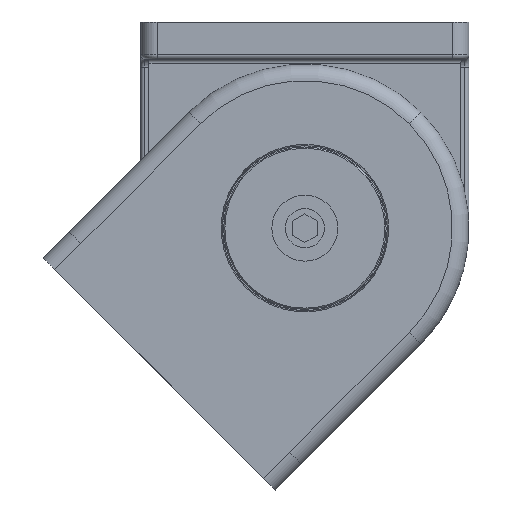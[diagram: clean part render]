
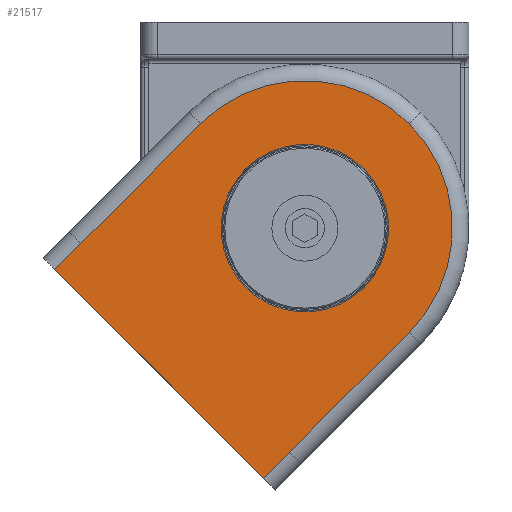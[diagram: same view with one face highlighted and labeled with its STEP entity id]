
A CAD part, front view. The second image highlights one B-rep face of the part: STEP entity #21517.
In plain terms, the highlighted planar face has unit normal (0, -1, 0).
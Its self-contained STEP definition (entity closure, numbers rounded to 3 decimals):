
#15117=CARTESIAN_POINT('',(0.,-19.9,0.));
#15118=DIRECTION('',(0.,-1.,0.));
#15119=DIRECTION('',(0.643,0.,0.766));
#15120=AXIS2_PLACEMENT_3D('',#15117,#15118,#15119);
#15125=CARTESIAN_POINT('',(0.,-19.9,0.));
#15126=DIRECTION('',(0.,-1.,0.));
#15127=DIRECTION('',(0.766,0.,-0.643));
#15128=AXIS2_PLACEMENT_3D('',#15125,#15126,#15127);
#15133=CARTESIAN_POINT('',(0.,-19.9,0.));
#15134=DIRECTION('',(0.,1.,0.));
#15135=DIRECTION('',(0.643,0.,0.766));
#15136=AXIS2_PLACEMENT_3D('',#15133,#15134,#15135);
#15141=CARTESIAN_POINT('',(0.,-19.9,0.));
#15142=DIRECTION('',(0.,1.,0.));
#15143=DIRECTION('',(-0.643,0.,-0.766));
#15144=AXIS2_PLACEMENT_3D('',#15141,#15142,#15143);
#15164=DIRECTION('',(0.643,0.,0.766));
#15165=VECTOR('',#15164,41.);
#15166=CARTESIAN_POINT('',(-53.779,-19.9,-8.396));
#15167=LINE('',#15166,#15165);
#15171=DIRECTION('',(0.643,0.,0.766));
#15172=VECTOR('',#15171,9.);
#15173=CARTESIAN_POINT('',(-59.564,-19.9,-15.29));
#15174=LINE('',#15173,#15172);
#15200=DIRECTION('',(-0.766,0.,0.643));
#15201=VECTOR('',#15200,71.6);
#15202=CARTESIAN_POINT('',(-4.715,-19.9,-61.314));
#15203=LINE('',#15202,#15201);
#15342=DIRECTION('',(-0.643,0.,-0.766));
#15343=VECTOR('',#15342,9.);
#15344=CARTESIAN_POINT('',(1.07,-19.9,-54.42));
#15345=LINE('',#15344,#15343);
#15364=DIRECTION('',(-0.643,0.,-0.766));
#15365=VECTOR('',#15364,41.);
#15366=CARTESIAN_POINT('',(27.424,-19.9,-23.012));
#15367=LINE('',#15366,#15365);
#18880=CARTESIAN_POINT('',(23.012,-19.9,27.424));
#18881=CARTESIAN_POINT('',(-27.424,-19.9,23.012));
#18882=VERTEX_POINT('',#18880);
#18883=VERTEX_POINT('',#18881);
#19052=CARTESIAN_POINT('',(13.061,-19.9,15.565));
#19053=VERTEX_POINT('',#19052);
#19054=CARTESIAN_POINT('',(-13.061,-19.9,-15.565));
#19055=VERTEX_POINT('',#19054);
#19227=CARTESIAN_POINT('',(-4.715,-19.9,-61.314));
#19228=VERTEX_POINT('',#19227);
#19229=CARTESIAN_POINT('',(-59.564,-19.9,-15.29));
#19230=VERTEX_POINT('',#19229);
#19315=CARTESIAN_POINT('',(-53.779,-19.9,-8.396));
#19316=VERTEX_POINT('',#19315);
#19317=CARTESIAN_POINT('',(1.07,-19.9,-54.42));
#19318=VERTEX_POINT('',#19317);
#19319=CARTESIAN_POINT('',(27.424,-19.9,-23.012));
#19320=VERTEX_POINT('',#19319);
#21491=CARTESIAN_POINT('',(4.134,-19.9,-56.991));
#21492=DIRECTION('',(0.,1.,0.));
#21493=DIRECTION('',(0.643,0.,0.766));
#21494=AXIS2_PLACEMENT_3D('',#21491,#21492,#21493);
#21495=PLANE('',#21494);
#21497=ORIENTED_EDGE('',*,*,#21496,.T.);
#21498=ORIENTED_EDGE('',*,*,#21481,.F.);
#21500=ORIENTED_EDGE('',*,*,#21499,.F.);
#21502=ORIENTED_EDGE('',*,*,#21501,.T.);
#21504=ORIENTED_EDGE('',*,*,#21503,.T.);
#21506=ORIENTED_EDGE('',*,*,#21505,.T.);
#21508=ORIENTED_EDGE('',*,*,#21507,.T.);
#21509=EDGE_LOOP('',(#21497,#21498,#21500,#21502,#21504,#21506,#21508));
#21510=FACE_OUTER_BOUND('',#21509,.F.);
#21512=ORIENTED_EDGE('',*,*,#21511,.F.);
#21514=ORIENTED_EDGE('',*,*,#21513,.F.);
#21515=EDGE_LOOP('',(#21512,#21514));
#21516=FACE_BOUND('',#21515,.F.);
#15121=CIRCLE('',#15120,35.8);
#15129=CIRCLE('',#15128,35.8);
#15137=CIRCLE('',#15136,20.319);
#15145=CIRCLE('',#15144,20.319);
#21481=EDGE_CURVE('',#18882,#18883,#15121,.T.);
#21496=EDGE_CURVE('',#19316,#18883,#15167,.T.);
#21499=EDGE_CURVE('',#19320,#18882,#15129,.T.);
#21501=EDGE_CURVE('',#19320,#19318,#15367,.T.);
#21503=EDGE_CURVE('',#19318,#19228,#15345,.T.);
#21505=EDGE_CURVE('',#19228,#19230,#15203,.T.);
#21507=EDGE_CURVE('',#19230,#19316,#15174,.T.);
#21511=EDGE_CURVE('',#19053,#19055,#15137,.T.);
#21513=EDGE_CURVE('',#19055,#19053,#15145,.T.);
#21517=ADVANCED_FACE('',(#21510,#21516),#21495,.F.);
